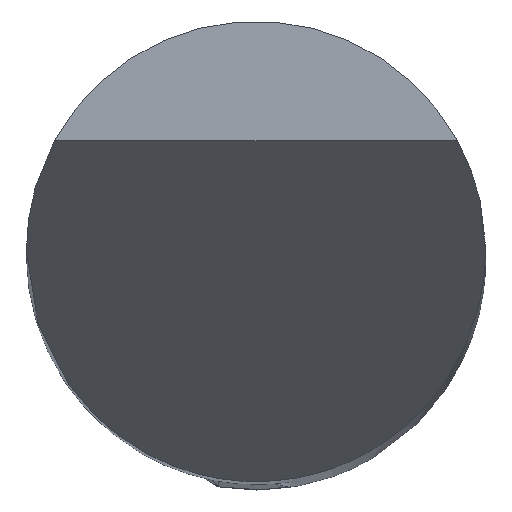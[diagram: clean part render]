
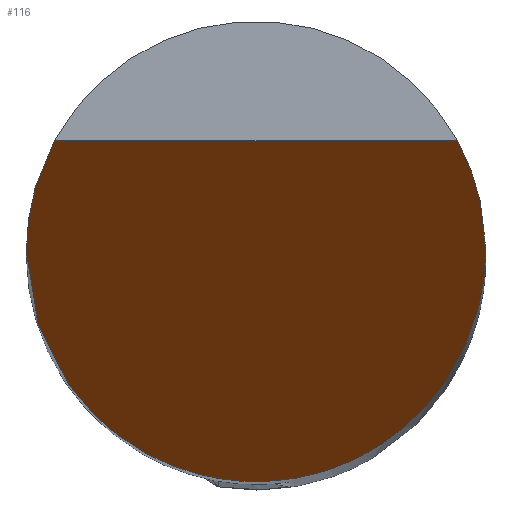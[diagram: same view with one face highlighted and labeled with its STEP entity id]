
A CAD part, top view. The second image highlights one B-rep face of the part: STEP entity #116.
In plain terms, the highlighted planar face has unit normal (0, -0.866, 0.5).
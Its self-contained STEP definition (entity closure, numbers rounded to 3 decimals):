
#57=PLANE('',#693);
#83=LINE('',#1175,#100);
#100=VECTOR('',#786,1.);
#116=ADVANCED_FACE('',(#161),#57,.T.);
#161=FACE_OUTER_BOUND('',#197,.T.);
#197=EDGE_LOOP('',(#328,#329,#330,#331));
#328=ORIENTED_EDGE('',*,*,#555,.F.);
#329=ORIENTED_EDGE('',*,*,#518,.T.);
#330=ORIENTED_EDGE('',*,*,#550,.T.);
#331=ORIENTED_EDGE('',*,*,#509,.T.);
#449=VERTEX_POINT('',#940);
#450=VERTEX_POINT('',#941);
#457=VERTEX_POINT('',#968);
#458=VERTEX_POINT('',#973);
#509=EDGE_CURVE('',#449,#450,#629,.T.);
#518=EDGE_CURVE('',#458,#457,#632,.T.);
#550=EDGE_CURVE('',#457,#449,#636,.T.);
#555=EDGE_CURVE('',#458,#450,#83,.T.);
#629=(
BOUNDED_CURVE()
B_SPLINE_CURVE(3,(#936,#937,#938,#939),.UNSPECIFIED.,.F.,.F.)
B_SPLINE_CURVE_WITH_KNOTS((4,4),(0.,1.),.UNSPECIFIED.)
CURVE()
GEOMETRIC_REPRESENTATION_ITEM()
RATIONAL_B_SPLINE_CURVE((1.,0.979,0.979,1.))
REPRESENTATION_ITEM('')
);
#632=(
BOUNDED_CURVE()
B_SPLINE_CURVE(3,(#969,#970,#971,#972),.UNSPECIFIED.,.F.,.F.)
B_SPLINE_CURVE_WITH_KNOTS((4,4),(0.,1.),.UNSPECIFIED.)
CURVE()
GEOMETRIC_REPRESENTATION_ITEM()
RATIONAL_B_SPLINE_CURVE((1.,0.979,0.979,1.))
REPRESENTATION_ITEM('')
);
#636=(
BOUNDED_CURVE()
B_SPLINE_CURVE(3,(#1128,#1129,#1130,#1131),.UNSPECIFIED.,.F.,.F.)
B_SPLINE_CURVE_WITH_KNOTS((4,4),(0.,1.),.UNSPECIFIED.)
CURVE()
GEOMETRIC_REPRESENTATION_ITEM()
RATIONAL_B_SPLINE_CURVE((1.,0.333,0.333,1.))
REPRESENTATION_ITEM('')
);
#693=AXIS2_PLACEMENT_3D('',#1177,#789,#790);
#786=DIRECTION('',(1.,0.,0.));
#789=DIRECTION('',(0.,-0.866,0.5));
#790=DIRECTION('',(0.,-0.5,-0.866));
#936=CARTESIAN_POINT('',(2.5,0.,0.002));
#937=CARTESIAN_POINT('',(2.5,0.422,0.733));
#938=CARTESIAN_POINT('',(2.395,0.831,1.441));
#939=CARTESIAN_POINT('',(2.193,1.201,2.082));
#940=CARTESIAN_POINT('',(2.5,0.,0.002));
#941=CARTESIAN_POINT('',(2.193,1.201,2.082));
#968=CARTESIAN_POINT('',(-2.5,0.,0.002));
#969=CARTESIAN_POINT('',(-2.193,1.201,2.082));
#970=CARTESIAN_POINT('',(-2.395,0.831,1.441));
#971=CARTESIAN_POINT('',(-2.5,0.422,0.733));
#972=CARTESIAN_POINT('',(-2.5,0.,0.002));
#973=CARTESIAN_POINT('',(-2.193,1.201,2.082));
#1128=CARTESIAN_POINT('',(-2.5,0.,0.002));
#1129=CARTESIAN_POINT('',(-2.5,-5.,-8.659));
#1130=CARTESIAN_POINT('',(2.5,-5.,-8.659));
#1131=CARTESIAN_POINT('',(2.5,0.,0.002));
#1175=CARTESIAN_POINT('',(-80.608,1.201,2.082));
#1177=CARTESIAN_POINT('',(-80.608,1.201,2.082));
